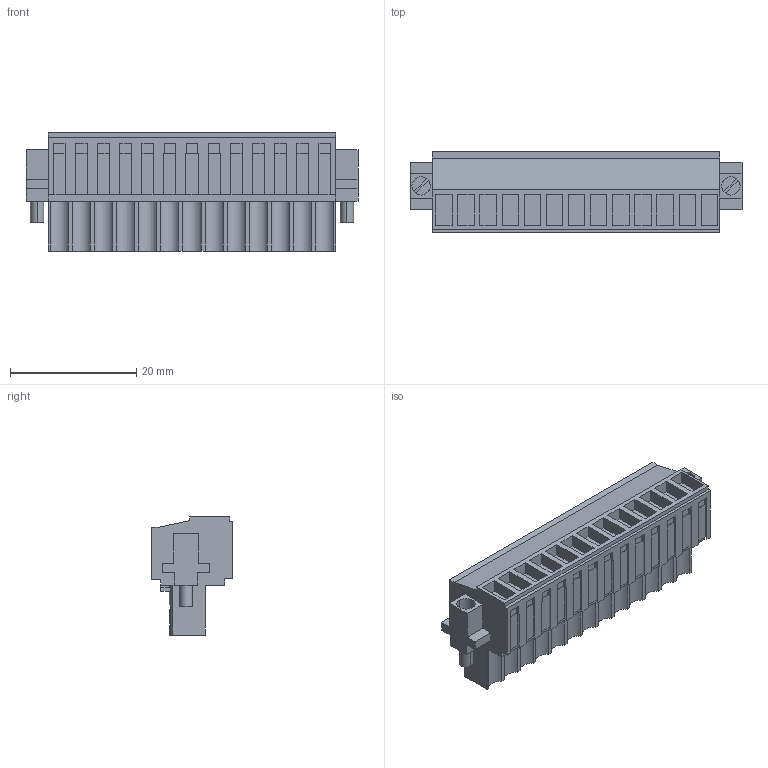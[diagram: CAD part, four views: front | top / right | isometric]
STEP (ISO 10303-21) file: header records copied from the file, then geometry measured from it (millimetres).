
FILE_DESCRIPTION(('CATIA V5R24 STEP','CAx-IF Rec.Pracs.--- Model Styling and Organization---1.2---2011-12-15'),'2;1');
FILE_NAME ('D1453274_0_1606750000_1606750000.stp','2017-05-09T12:53:15+00:00',('none'),('Weidmueller'),'CATIA Version 5-6 Release 2014 SP4 HF52','CATIA V5 STEP AP214','none');
FILE_SCHEMA(('AUTOMOTIVE_DESIGN { 1 0 10303 214 1 1 1 1 }'));
Length unit declared in the file: millimetre
Products named in the file (1): 1606750000
Bounding box: 52.5 x 12.9 x 18.7 mm (x, y, z)
Volume: 6948.5 mm3; surface area: 5697.8 mm2
Topology: 16 solids, 16 shells, 839 faces, 2343 edges, 1594 vertices
Faces by surface type: plane 741, cylinder 98
Entity records: 25916 total; most frequent: CARTESIAN_POINT 4753, ORIENTED_EDGE 4686, DIRECTION 3378, EDGE_CURVE 2343, VECTOR 2005, LINE 2005, VERTEX_POINT 1594, EDGE_LOOP 901
